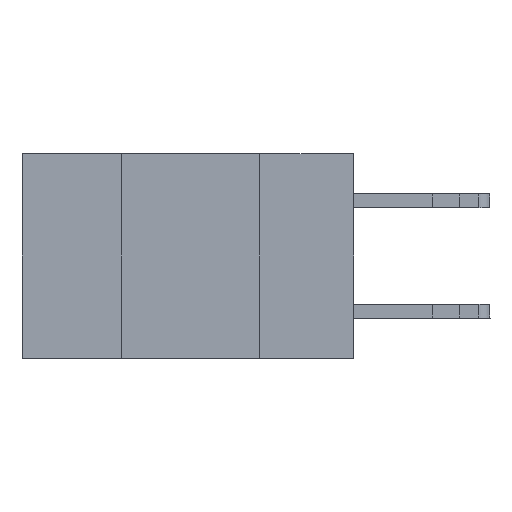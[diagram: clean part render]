
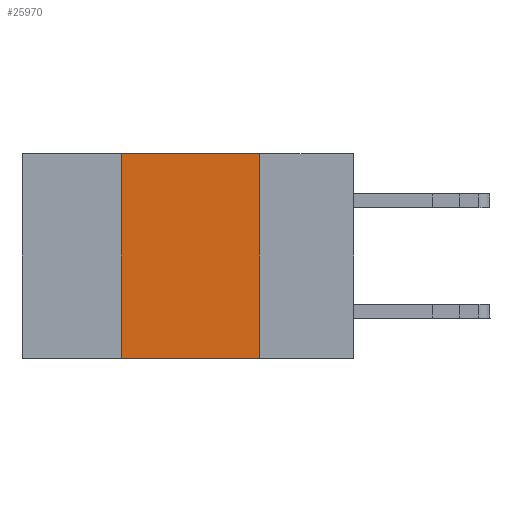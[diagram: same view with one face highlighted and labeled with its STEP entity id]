
A CAD part, left-side view. The second image highlights one B-rep face of the part: STEP entity #25970.
In plain terms, the highlighted planar face has unit normal (-1, 0, 0).
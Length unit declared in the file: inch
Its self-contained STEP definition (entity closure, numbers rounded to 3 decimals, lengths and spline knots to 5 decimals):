
#185 = DIRECTION ( 'NONE',  ( 0., 0., -1. ) ) ;
#226 = DIRECTION ( 'NONE',  ( 0., -1., 0. ) ) ;
#976 = AXIS2_PLACEMENT_3D ( 'NONE', #26555, #16246, #185 ) ;
#1159 = VERTEX_POINT ( 'NONE', #2583 ) ;
#2222 = CARTESIAN_POINT ( 'NONE',  ( 0., 0.42, 0. ) ) ;
#2583 = CARTESIAN_POINT ( 'NONE',  ( 0., 0.42, -0.37 ) ) ;
#2821 = VERTEX_POINT ( 'NONE', #29868 ) ;
#4506 = VECTOR ( 'NONE', #23604, 39.37008 ) ;
#7955 = EDGE_CURVE ( 'NONE', #1159, #8208, #15654, .T. ) ;
#8208 = VERTEX_POINT ( 'NONE', #25718 ) ;
#10849 = LINE ( 'NONE', #21450, #16670 ) ;
#11199 = ORIENTED_EDGE ( 'NONE', *, *, #32826, .F. ) ;
#13555 = PLANE ( 'NONE',  #976 ) ;
#15066 = CARTESIAN_POINT ( 'NONE',  ( 0., 0.17, 0. ) ) ;
#15654 = LINE ( 'NONE', #2222, #4506 ) ;
#16246 = DIRECTION ( 'NONE',  ( 1., 0., 0. ) ) ;
#16670 = VECTOR ( 'NONE', #24014, 39.37008 ) ;
#18094 = EDGE_CURVE ( 'NONE', #1159, #2821, #29716, .T. ) ;
#19928 = VERTEX_POINT ( 'NONE', #15066 ) ;
#20236 = VECTOR ( 'NONE', #226, 39.37008 ) ;
#20906 = ORIENTED_EDGE ( 'NONE', *, *, #7955, .F. ) ;
#20974 = DIRECTION ( 'NONE',  ( 0., -1., 0. ) ) ;
#21450 = CARTESIAN_POINT ( 'NONE',  ( 0., 0.17, 0. ) ) ;
#21844 = VECTOR ( 'NONE', #20974, 39.37008 ) ;
#23318 = CARTESIAN_POINT ( 'NONE',  ( 0., 0.6, -0.37 ) ) ;
#23604 = DIRECTION ( 'NONE',  ( 0., 0., 1. ) ) ;
#23825 = EDGE_LOOP ( 'NONE', ( #11199, #30494, #20906, #32287 ) ) ;
#24014 = DIRECTION ( 'NONE',  ( 0., 0., -1. ) ) ;
#24174 = CARTESIAN_POINT ( 'NONE',  ( 0., 0.6, 0. ) ) ;
#25718 = CARTESIAN_POINT ( 'NONE',  ( 0., 0.42, 0. ) ) ;
#25970 = ADVANCED_FACE ( 'NONE', ( #28239 ), #13555, .F. ) ;
#26555 = CARTESIAN_POINT ( 'NONE',  ( 0., 0.6, 0. ) ) ;
#28239 = FACE_OUTER_BOUND ( 'NONE', #23825, .T. ) ;
#29716 = LINE ( 'NONE', #23318, #21844 ) ;
#29743 = EDGE_CURVE ( 'NONE', #8208, #19928, #31781, .T. ) ;
#29868 = CARTESIAN_POINT ( 'NONE',  ( 0., 0.17, -0.37 ) ) ;
#30494 = ORIENTED_EDGE ( 'NONE', *, *, #29743, .F. ) ;
#31781 = LINE ( 'NONE', #24174, #20236 ) ;
#32287 = ORIENTED_EDGE ( 'NONE', *, *, #18094, .T. ) ;
#32826 = EDGE_CURVE ( 'NONE', #19928, #2821, #10849, .T. ) ;
